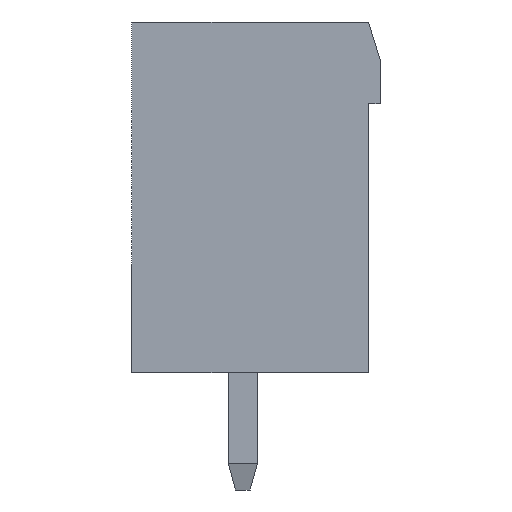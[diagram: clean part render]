
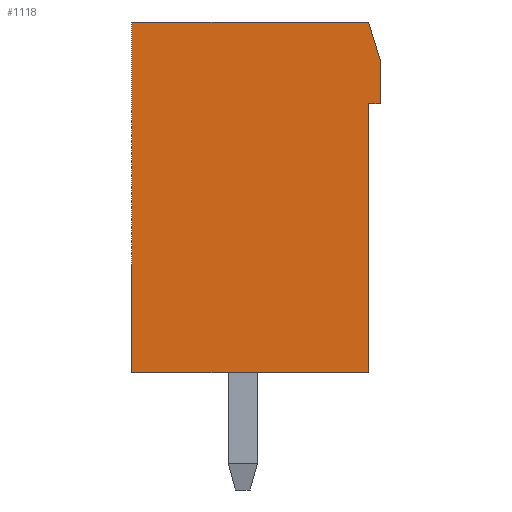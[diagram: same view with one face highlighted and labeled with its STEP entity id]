
A CAD part, left-side view. The second image highlights one B-rep face of the part: STEP entity #1118.
In plain terms, the highlighted planar face has unit normal (-1, 0, 0).
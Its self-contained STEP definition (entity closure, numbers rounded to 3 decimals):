
#1118 = ADVANCED_FACE( '', ( #2225 ), #2226, .T. );
#2225 = FACE_OUTER_BOUND( '', #3322, .T. );
#2226 = PLANE( '', #3323 );
#3322 = EDGE_LOOP( '', ( #6350, #6351, #6352, #6353, #6354, #6355, #6356 ) );
#3323 = AXIS2_PLACEMENT_3D( '', #6357, #6358, #6359 );
#6350 = ORIENTED_EDGE( '', *, *, #7736, .T. );
#6351 = ORIENTED_EDGE( '', *, *, #7514, .T. );
#6352 = ORIENTED_EDGE( '', *, *, #7031, .T. );
#6353 = ORIENTED_EDGE( '', *, *, #7893, .T. );
#6354 = ORIENTED_EDGE( '', *, *, #7568, .T. );
#6355 = ORIENTED_EDGE( '', *, *, #7709, .T. );
#6356 = ORIENTED_EDGE( '', *, *, #7903, .T. );
#6357 = CARTESIAN_POINT( '', ( -25.4, 0., 0. ) );
#6358 = DIRECTION( '', ( -1., 0., 0. ) );
#6359 = DIRECTION( '', ( 0., 0., 1. ) );
#7031 = EDGE_CURVE( '', #8563, #8564, #8565, .T. );
#7514 = EDGE_CURVE( '', #9335, #8563, #9336, .T. );
#7568 = EDGE_CURVE( '', #9410, #9411, #9412, .T. );
#7709 = EDGE_CURVE( '', #9411, #9594, #9595, .T. );
#7736 = EDGE_CURVE( '', #9625, #9335, #9627, .T. );
#7893 = EDGE_CURVE( '', #8564, #9410, #9806, .T. );
#7903 = EDGE_CURVE( '', #9594, #9625, #9816, .T. );
#8563 = VERTEX_POINT( '', #10767 );
#8564 = VERTEX_POINT( '', #10768 );
#8565 = LINE( '', #10769, #10770 );
#9335 = VERTEX_POINT( '', #11945 );
#9336 = LINE( '', #11946, #11947 );
#9410 = VERTEX_POINT( '', #12055 );
#9411 = VERTEX_POINT( '', #12056 );
#9412 = LINE( '', #12057, #12058 );
#9594 = VERTEX_POINT( '', #12488 );
#9595 = LINE( '', #12489, #12490 );
#9625 = VERTEX_POINT( '', #12533 );
#9627 = LINE( '', #12536, #12537 );
#9806 = LINE( '', #12808, #12809 );
#9816 = LINE( '', #12822, #12823 );
#10767 = CARTESIAN_POINT( '', ( -25.4, 4.05, 6. ) );
#10768 = CARTESIAN_POINT( '', ( -25.4, 4.05, -6. ) );
#10769 = CARTESIAN_POINT( '', ( -25.4, 4.05, 6. ) );
#10770 = VECTOR( '', #13224, 1000. );
#11945 = CARTESIAN_POINT( '', ( -25.4, -4.05, 6. ) );
#11946 = CARTESIAN_POINT( '', ( -25.4, -4.05, 6. ) );
#11947 = VECTOR( '', #13678, 1000. );
#12055 = CARTESIAN_POINT( '', ( -25.4, -4.05, -6. ) );
#12056 = CARTESIAN_POINT( '', ( -25.4, -4.05, 3.2 ) );
#12057 = CARTESIAN_POINT( '', ( -25.4, -4.05, -6. ) );
#12058 = VECTOR( '', #13725, 1000. );
#12488 = CARTESIAN_POINT( '', ( -25.4, -4.45, 3.2 ) );
#12489 = CARTESIAN_POINT( '', ( -25.4, -4.05, 3.2 ) );
#12490 = VECTOR( '', #13836, 1000. );
#12533 = CARTESIAN_POINT( '', ( -25.4, -4.45, 4.7 ) );
#12536 = CARTESIAN_POINT( '', ( -25.4, -4.45, 4.7 ) );
#12537 = VECTOR( '', #13854, 1000. );
#12808 = CARTESIAN_POINT( '', ( -25.4, 4.05, -6. ) );
#12809 = VECTOR( '', #13956, 1000. );
#12822 = CARTESIAN_POINT( '', ( -25.4, -4.45, 3.2 ) );
#12823 = VECTOR( '', #13963, 1000. );
#13224 = DIRECTION( '', ( 0., 0., -1. ) );
#13678 = DIRECTION( '', ( 0., 1., 0. ) );
#13725 = DIRECTION( '', ( 0., 0., 1. ) );
#13836 = DIRECTION( '', ( 0., -1., 0. ) );
#13854 = DIRECTION( '', ( 0., 0.294, 0.956 ) );
#13956 = DIRECTION( '', ( 0., -1., 0. ) );
#13963 = DIRECTION( '', ( 0., 0., 1. ) );
